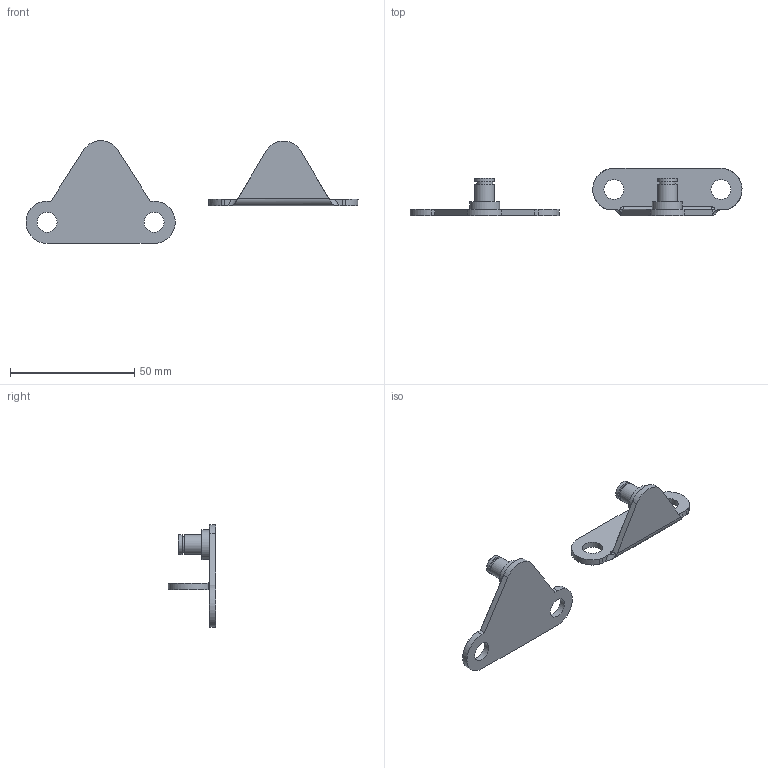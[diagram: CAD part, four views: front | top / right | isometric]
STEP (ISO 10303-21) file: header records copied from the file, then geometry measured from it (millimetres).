
FILE_DESCRIPTION(/* description */ (''),/* implementation_level */ '2;1');
FILE_NAME(/* name */ 'SB-3_M.stp',/* time_stamp */ '2023-12-07T09:50:35+09:00',/* author */ ('user'),/* organization */ (''),/* preprocessor_version */ 'ST-DEVELOPER v15.6',/* originating_system */ 'Autodesk Inventor 2015',/* authorisation */ '');
FILE_SCHEMA (('AUTOMOTIVE_DESIGN { 1 0 10303 214 3 1 1 }'));
Length unit declared in the file: millimetre
Products named in the file (3): SB-3-A(ㄱ); SB-3-B(평); SB-3_M
Bounding box: 133.45 x 19 x 41.3 mm (x, y, z)
Volume: 8764.9 mm3; surface area: 7566.3 mm2
Topology: 2 solids, 2 shells, 65 faces, 151 edges, 98 vertices
Faces by surface type: cylinder 33, plane 24, torus 6, bspline 2
Full cylindrical faces by diameter (mm): 6.4 x2, 7.8 x4, 8 x4, 12 x2
Entity records: 1921 total; most frequent: CARTESIAN_POINT 426, DIRECTION 323, ORIENTED_EDGE 258, AXIS2_PLACEMENT_3D 134, EDGE_CURVE 129, EDGE_LOOP 95, VERTEX_POINT 90, FACE_OUTER_BOUND 65
